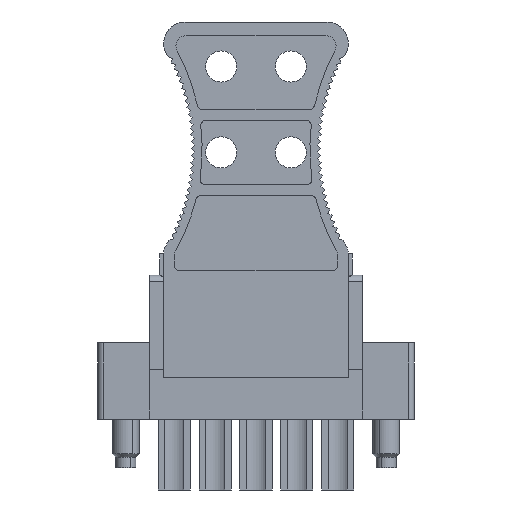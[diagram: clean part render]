
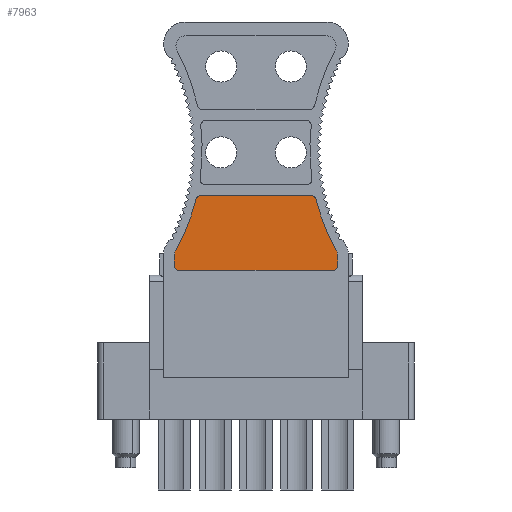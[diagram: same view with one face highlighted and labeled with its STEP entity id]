
A CAD part, front view. The second image highlights one B-rep face of the part: STEP entity #7963.
In plain terms, the highlighted planar face has unit normal (0, -1, 0).
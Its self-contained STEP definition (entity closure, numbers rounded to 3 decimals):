
#7760=AXIS2_PLACEMENT_3D('Plane Axis2P3D',#7757,#7758,#7759) ;
#7867=AXIS2_PLACEMENT_3D('Circle Axis2P3D',#7865,#7866,$) ;
#7876=AXIS2_PLACEMENT_3D('Circle Axis2P3D',#7874,#7875,$) ;
#7883=AXIS2_PLACEMENT_3D('Circle Axis2P3D',#7881,#7882,$) ;
#7897=AXIS2_PLACEMENT_3D('Circle Axis2P3D',#7895,#7896,$) ;
#7904=AXIS2_PLACEMENT_3D('Circle Axis2P3D',#7902,#7903,$) ;
#7911=AXIS2_PLACEMENT_3D('Circle Axis2P3D',#7909,#7910,$) ;
#7925=AXIS2_PLACEMENT_3D('Circle Axis2P3D',#7923,#7924,$) ;
#7939=AXIS2_PLACEMENT_3D('Circle Axis2P3D',#7937,#7938,$) ;
#7757=CARTESIAN_POINT('Axis2P3D Location',(0.,1.4,0.)) ;
#7865=CARTESIAN_POINT('Axis2P3D Location',(21.335,1.4,21.81)) ;
#7869=CARTESIAN_POINT('Vertex',(22.34,1.4,21.81)) ;
#7871=CARTESIAN_POINT('Vertex',(22.21,1.4,22.303)) ;
#7874=CARTESIAN_POINT('Axis2P3D Location',(38.935,1.4,31.723)) ;
#7878=CARTESIAN_POINT('Vertex',(20.312,1.4,27.071)) ;
#7881=CARTESIAN_POINT('Axis2P3D Location',(19.827,1.4,26.95)) ;
#7885=CARTESIAN_POINT('Vertex',(19.827,1.4,27.45)) ;
#7888=CARTESIAN_POINT('Line Origine',(14.72,1.4,27.45)) ;
#7892=CARTESIAN_POINT('Vertex',(9.613,1.4,27.45)) ;
#7895=CARTESIAN_POINT('Axis2P3D Location',(9.613,1.4,26.95)) ;
#7899=CARTESIAN_POINT('Vertex',(9.128,1.4,27.071)) ;
#7902=CARTESIAN_POINT('Axis2P3D Location',(-9.495,1.4,31.723)) ;
#7906=CARTESIAN_POINT('Vertex',(7.229,1.4,22.302)) ;
#7909=CARTESIAN_POINT('Axis2P3D Location',(8.1,1.4,21.811)) ;
#7913=CARTESIAN_POINT('Vertex',(7.1,1.4,21.811)) ;
#7916=CARTESIAN_POINT('Line Origine',(7.1,1.4,21.38)) ;
#7920=CARTESIAN_POINT('Vertex',(7.1,1.4,20.95)) ;
#7923=CARTESIAN_POINT('Axis2P3D Location',(7.6,1.4,20.95)) ;
#7927=CARTESIAN_POINT('Vertex',(7.6,1.4,20.45)) ;
#7930=CARTESIAN_POINT('Line Origine',(14.72,1.4,20.45)) ;
#7934=CARTESIAN_POINT('Vertex',(21.84,1.4,20.45)) ;
#7937=CARTESIAN_POINT('Axis2P3D Location',(21.84,1.4,20.95)) ;
#7941=CARTESIAN_POINT('Vertex',(22.34,1.4,20.95)) ;
#7944=CARTESIAN_POINT('Line Origine',(22.34,1.4,21.38)) ;
#7758=DIRECTION('Axis2P3D Direction',(-0.,-1.,-0.)) ;
#7759=DIRECTION('Axis2P3D XDirection',(-1.,0.,0.)) ;
#7866=DIRECTION('Axis2P3D Direction',(-0.,-1.,-0.)) ;
#7875=DIRECTION('Axis2P3D Direction',(-0.,-1.,-0.)) ;
#7882=DIRECTION('Axis2P3D Direction',(-0.,-1.,-0.)) ;
#7889=DIRECTION('Vector Direction',(1.,0.,0.)) ;
#7896=DIRECTION('Axis2P3D Direction',(-0.,-1.,-0.)) ;
#7903=DIRECTION('Axis2P3D Direction',(-0.,-1.,-0.)) ;
#7910=DIRECTION('Axis2P3D Direction',(-0.,-1.,-0.)) ;
#7917=DIRECTION('Vector Direction',(0.,0.,1.)) ;
#7924=DIRECTION('Axis2P3D Direction',(-0.,-1.,-0.)) ;
#7931=DIRECTION('Vector Direction',(-1.,0.,0.)) ;
#7938=DIRECTION('Axis2P3D Direction',(-0.,-1.,-0.)) ;
#7945=DIRECTION('Vector Direction',(0.,0.,-1.)) ;
#7890=VECTOR('Line Direction',#7889,1.) ;
#7918=VECTOR('Line Direction',#7917,1.) ;
#7932=VECTOR('Line Direction',#7931,1.) ;
#7946=VECTOR('Line Direction',#7945,1.) ;
#7950=ORIENTED_EDGE('',*,*,#7873,.T.) ;
#7951=ORIENTED_EDGE('',*,*,#7880,.T.) ;
#7952=ORIENTED_EDGE('',*,*,#7887,.T.) ;
#7953=ORIENTED_EDGE('',*,*,#7894,.T.) ;
#7954=ORIENTED_EDGE('',*,*,#7901,.T.) ;
#7955=ORIENTED_EDGE('',*,*,#7908,.T.) ;
#7956=ORIENTED_EDGE('',*,*,#7915,.T.) ;
#7957=ORIENTED_EDGE('',*,*,#7922,.T.) ;
#7958=ORIENTED_EDGE('',*,*,#7929,.T.) ;
#7959=ORIENTED_EDGE('',*,*,#7936,.T.) ;
#7960=ORIENTED_EDGE('',*,*,#7943,.T.) ;
#7961=ORIENTED_EDGE('',*,*,#7948,.T.) ;
#7963=ADVANCED_FACE('STRAIN RELIEF',(#7962),#7761,.T.) ;
#7868=CIRCLE('generated circle',#7867,1.005) ;
#7877=CIRCLE('generated circle',#7876,19.195) ;
#7884=CIRCLE('generated circle',#7883,0.5) ;
#7898=CIRCLE('generated circle',#7897,0.5) ;
#7905=CIRCLE('generated circle',#7904,19.195) ;
#7912=CIRCLE('generated circle',#7911,1.) ;
#7926=CIRCLE('generated circle',#7925,0.5) ;
#7940=CIRCLE('generated circle',#7939,0.5) ;
#7873=EDGE_CURVE('',#7870,#7872,#7868,.T.) ;
#7880=EDGE_CURVE('',#7872,#7879,#7877,.F.) ;
#7887=EDGE_CURVE('',#7879,#7886,#7884,.T.) ;
#7894=EDGE_CURVE('',#7886,#7893,#7891,.F.) ;
#7901=EDGE_CURVE('',#7893,#7900,#7898,.T.) ;
#7908=EDGE_CURVE('',#7900,#7907,#7905,.F.) ;
#7915=EDGE_CURVE('',#7907,#7914,#7912,.T.) ;
#7922=EDGE_CURVE('',#7914,#7921,#7919,.F.) ;
#7929=EDGE_CURVE('',#7921,#7928,#7926,.T.) ;
#7936=EDGE_CURVE('',#7928,#7935,#7933,.F.) ;
#7943=EDGE_CURVE('',#7935,#7942,#7940,.T.) ;
#7948=EDGE_CURVE('',#7942,#7870,#7947,.F.) ;
#7949=EDGE_LOOP('',(#7950,#7951,#7952,#7953,#7954,#7955,#7956,#7957,#7958,#7959,#7960,#7961)) ;
#7962=FACE_OUTER_BOUND('',#7949,.T.) ;
#7891=LINE('Line',#7888,#7890) ;
#7919=LINE('Line',#7916,#7918) ;
#7933=LINE('Line',#7930,#7932) ;
#7947=LINE('Line',#7944,#7946) ;
#7761=PLANE('',#7760) ;
#7870=VERTEX_POINT('',#7869) ;
#7872=VERTEX_POINT('',#7871) ;
#7879=VERTEX_POINT('',#7878) ;
#7886=VERTEX_POINT('',#7885) ;
#7893=VERTEX_POINT('',#7892) ;
#7900=VERTEX_POINT('',#7899) ;
#7907=VERTEX_POINT('',#7906) ;
#7914=VERTEX_POINT('',#7913) ;
#7921=VERTEX_POINT('',#7920) ;
#7928=VERTEX_POINT('',#7927) ;
#7935=VERTEX_POINT('',#7934) ;
#7942=VERTEX_POINT('',#7941) ;
